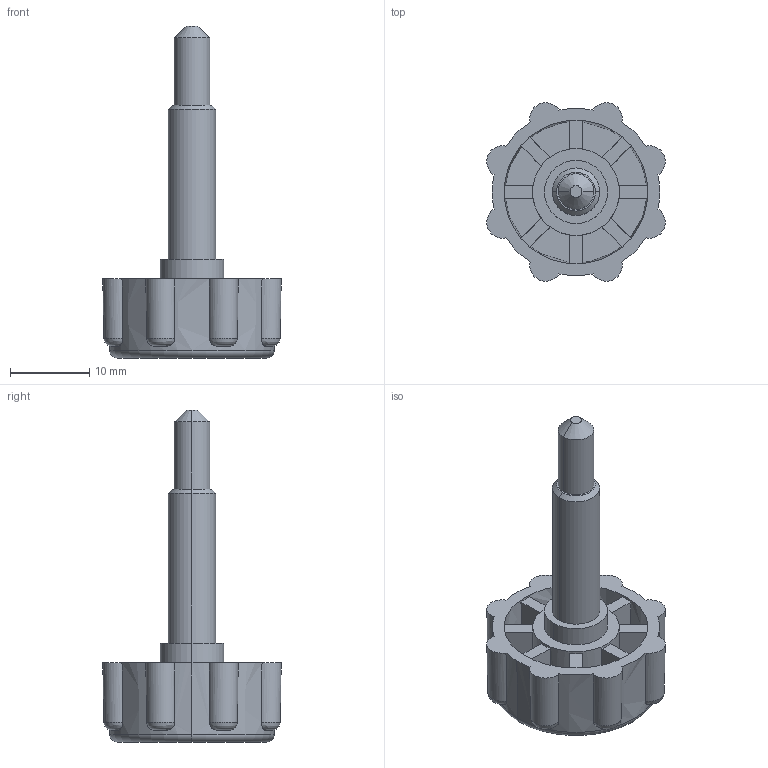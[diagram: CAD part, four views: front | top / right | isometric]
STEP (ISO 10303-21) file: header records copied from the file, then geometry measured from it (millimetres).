
FILE_DESCRIPTION (( 'STEP AP214' ), '1' );
FILE_NAME ('SH-999-001-100_00.STEP', '2024-11-26T22:10:41', ( '' ), ( '' ), 'SwSTEP 2.0', 'SolidWorks 2022', '' );
FILE_SCHEMA (( 'AUTOMOTIVE_DESIGN' ));
Length unit declared in the file: millimetre
Products named in the file (3): SH-999-001-110_00; SH-999-001-120_00; SH-999-001-100_00
Assembly tree (2 placements, depth 2):
  SH-999-001-100_00
    SH-999-001-120_00
    SH-999-001-110_00
Bounding box: 22.57 x 22.57 x 42 mm (x, y, z)
Volume: 3676.5 mm3; surface area: 3418 mm2
Topology: 2 solids, 2 shells, 84 faces, 222 edges, 146 vertices
Faces by surface type: plane 48, bspline 16, cylinder 10, cone 8, torus 2
Entity records: 4306 total; most frequent: CARTESIAN_POINT 2185, ORIENTED_EDGE 444, DIRECTION 396, EDGE_CURVE 222, AXIS2_PLACEMENT_3D 165, VERTEX_POINT 146, CIRCLE 92, EDGE_LOOP 88
